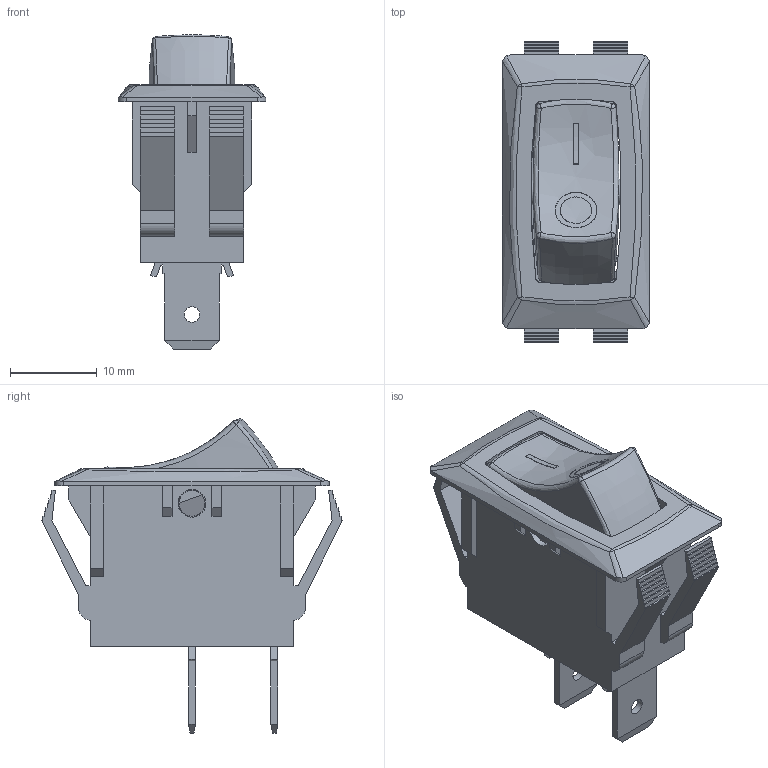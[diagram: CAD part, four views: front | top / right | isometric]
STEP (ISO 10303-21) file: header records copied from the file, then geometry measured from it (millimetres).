
FILE_DESCRIPTION((' '),'2;1');
FILE_NAME('RSC141Dxx21.stp','2017-08-03T08:19:01',(' '),(' '),' ','ACIS',' ');
FILE_SCHEMA(('CONFIG_CONTROL_DESIGN'));
Length unit declared in the file: inch
Products named in the file (4): RSC141Dxx21.stp; Body1; Body2; Body3
Assembly tree (3 placements, depth 2):
  RSC141Dxx21.stp
    Body1
    Body2
    Body3
Bounding box: 17 x 34.7 x 36.23 mm (x, y, z)
Volume: 3227.6 mm3; surface area: 5227.4 mm2
Topology: 3 solids, 3 shells, 349 faces, 1049 edges, 711 vertices
Faces by surface type: plane 231, cylinder 53, bspline 53, sphere 8, torus 4
Full cylindrical faces by diameter (mm): 1.8 x2, 2.95 x2, 3.2 x1, 3.6 x1, 4.8 x1
Entity records: 13966 total; most frequent: CARTESIAN_POINT 4376, ORIENTED_EDGE 2066, DIRECTION 1613, EDGE_CURVE 1033, VECTOR 723, LINE 723, VERTEX_POINT 704, AXIS2_PLACEMENT_3D 445
